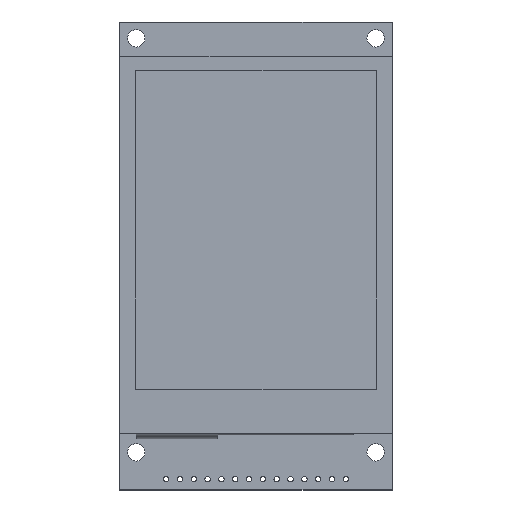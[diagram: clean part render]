
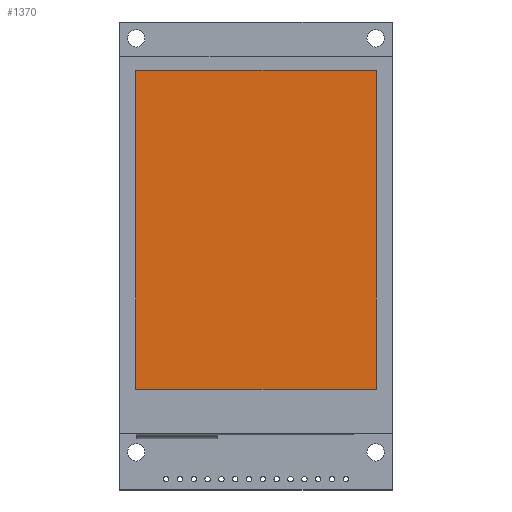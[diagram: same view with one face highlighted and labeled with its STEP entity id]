
A CAD part, top view. The second image highlights one B-rep face of the part: STEP entity #1370.
In plain terms, the highlighted planar face has unit normal (0, 0, 1).
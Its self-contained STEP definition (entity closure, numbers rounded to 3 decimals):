
#91=PLANE('',#1486);
#144=FACE_OUTER_BOUND('',#215,.T.);
#215=EDGE_LOOP('',(#1120,#1121,#1122,#1123));
#419=LINE('',#2216,#542);
#423=LINE('',#2223,#546);
#426=LINE('',#2229,#549);
#428=LINE('',#2232,#551);
#542=VECTOR('',#1759,10.);
#546=VECTOR('',#1765,10.);
#549=VECTOR('',#1770,10.);
#551=VECTOR('',#1774,10.);
#662=VERTEX_POINT('',#2213);
#663=VERTEX_POINT('',#2215);
#665=VERTEX_POINT('',#2221);
#667=VERTEX_POINT('',#2227);
#822=EDGE_CURVE('',#662,#663,#419,.T.);
#826=EDGE_CURVE('',#665,#662,#423,.T.);
#829=EDGE_CURVE('',#667,#665,#426,.T.);
#831=EDGE_CURVE('',#663,#667,#428,.T.);
#1120=ORIENTED_EDGE('',*,*,#831,.F.);
#1121=ORIENTED_EDGE('',*,*,#822,.F.);
#1122=ORIENTED_EDGE('',*,*,#826,.F.);
#1123=ORIENTED_EDGE('',*,*,#829,.F.);
#1370=ADVANCED_FACE('',(#144),#91,.F.);
#1486=AXIS2_PLACEMENT_3D('',#2233,#1775,#1776);
#1759=DIRECTION('',(0.,-1.,0.));
#1765=DIRECTION('',(1.,0.,0.));
#1770=DIRECTION('',(0.,1.,0.));
#1774=DIRECTION('',(-1.,0.,0.));
#1775=DIRECTION('center_axis',(0.,0.,-1.));
#1776=DIRECTION('ref_axis',(-1.,0.,0.));
#2213=CARTESIAN_POINT('',(22.1,52.1,-0.001));
#2215=CARTESIAN_POINT('',(22.1,-6.5,-0.001));
#2216=CARTESIAN_POINT('',(22.1,52.1,-0.001));
#2221=CARTESIAN_POINT('',(-22.1,52.1,-0.001));
#2223=CARTESIAN_POINT('',(-22.1,52.1,-0.001));
#2227=CARTESIAN_POINT('',(-22.1,-6.5,-0.001));
#2229=CARTESIAN_POINT('',(-22.1,-6.5,-0.001));
#2232=CARTESIAN_POINT('',(22.1,-6.5,-0.001));
#2233=CARTESIAN_POINT('Origin',(0.,22.8,-0.001));
